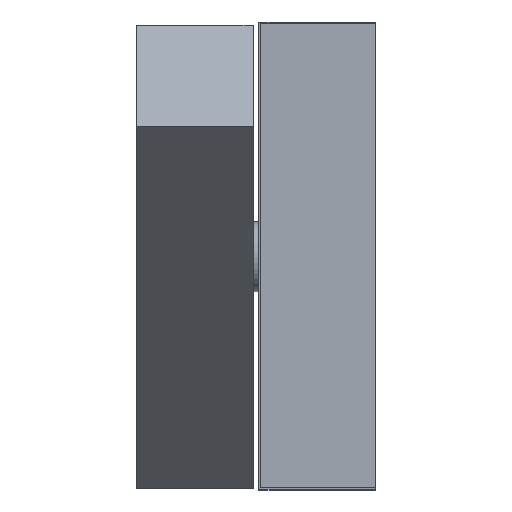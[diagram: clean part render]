
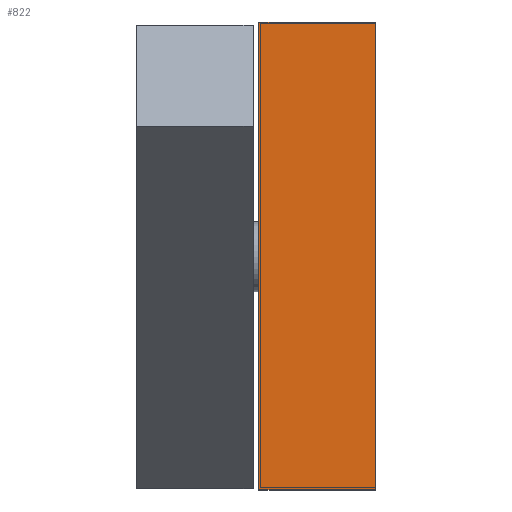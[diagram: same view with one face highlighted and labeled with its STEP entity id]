
A CAD part, top view. The second image highlights one B-rep face of the part: STEP entity #822.
In plain terms, the highlighted planar face has unit normal (0, 0, 1).
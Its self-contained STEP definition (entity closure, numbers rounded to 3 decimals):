
#34 = ORIENTED_EDGE ( 'NONE', *, *, #1116, .F. ) ;
#111 = EDGE_CURVE ( 'NONE', #471, #753, #355, .T. ) ;
#137 = DIRECTION ( 'NONE',  ( 0., 0., 1. ) ) ;
#150 = CARTESIAN_POINT ( 'NONE',  ( 32790.827, -970.532, -2430.313 ) ) ;
#157 = DIRECTION ( 'NONE',  ( 0., -1., 0. ) ) ;
#180 = DIRECTION ( 'NONE',  ( 0., -1., 0. ) ) ;
#247 = CARTESIAN_POINT ( 'NONE',  ( 32790.827, -970.532, -2430.313 ) ) ;
#294 = CARTESIAN_POINT ( 'NONE',  ( 32790.827, -1070.532, -2430.313 ) ) ;
#299 = EDGE_LOOP ( 'NONE', ( #976, #424, #34, #1021 ) ) ;
#332 = DIRECTION ( 'NONE',  ( 0., -1., 0. ) ) ;
#337 = PLANE ( 'NONE',  #382 ) ;
#355 = LINE ( 'NONE', #807, #937 ) ;
#382 = AXIS2_PLACEMENT_3D ( 'NONE', #150, #137, #157 ) ;
#392 = LINE ( 'NONE', #1068, #913 ) ;
#400 = VERTEX_POINT ( 'NONE', #848 ) ;
#424 = ORIENTED_EDGE ( 'NONE', *, *, #1025, .F. ) ;
#471 = VERTEX_POINT ( 'NONE', #1070 ) ;
#472 = VERTEX_POINT ( 'NONE', #247 ) ;
#509 = LINE ( 'NONE', #1165, #1057 ) ;
#614 = DIRECTION ( 'NONE',  ( -1., 0., 0. ) ) ;
#718 = EDGE_CURVE ( 'NONE', #472, #753, #1105, .T. ) ;
#734 = CARTESIAN_POINT ( 'NONE',  ( 32790.827, -1170.532, -2430.313 ) ) ;
#753 = VERTEX_POINT ( 'NONE', #734 ) ;
#807 = CARTESIAN_POINT ( 'NONE',  ( 32790.827, -1170.532, -2430.313 ) ) ;
#822 = ADVANCED_FACE ( 'NONE', ( #982 ), #337, .T. ) ;
#848 = CARTESIAN_POINT ( 'NONE',  ( 32840.827, -970.532, -2430.313 ) ) ;
#882 = DIRECTION ( 'NONE',  ( 1., 0., 0. ) ) ;
#913 = VECTOR ( 'NONE', #332, 1000. ) ;
#937 = VECTOR ( 'NONE', #614, 1000. ) ;
#976 = ORIENTED_EDGE ( 'NONE', *, *, #111, .F. ) ;
#982 = FACE_OUTER_BOUND ( 'NONE', #299, .T. ) ;
#991 = VECTOR ( 'NONE', #180, 1000. ) ;
#1021 = ORIENTED_EDGE ( 'NONE', *, *, #718, .T. ) ;
#1025 = EDGE_CURVE ( 'NONE', #400, #471, #392, .T. ) ;
#1057 = VECTOR ( 'NONE', #882, 1000. ) ;
#1068 = CARTESIAN_POINT ( 'NONE',  ( 32840.827, -1070.532, -2430.313 ) ) ;
#1070 = CARTESIAN_POINT ( 'NONE',  ( 32840.827, -1170.532, -2430.313 ) ) ;
#1105 = LINE ( 'NONE', #294, #991 ) ;
#1116 = EDGE_CURVE ( 'NONE', #472, #400, #509, .T. ) ;
#1165 = CARTESIAN_POINT ( 'NONE',  ( 32790.827, -970.532, -2430.313 ) ) ;
